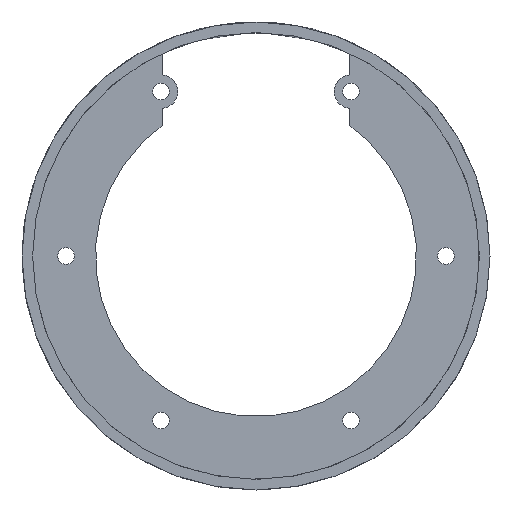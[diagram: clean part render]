
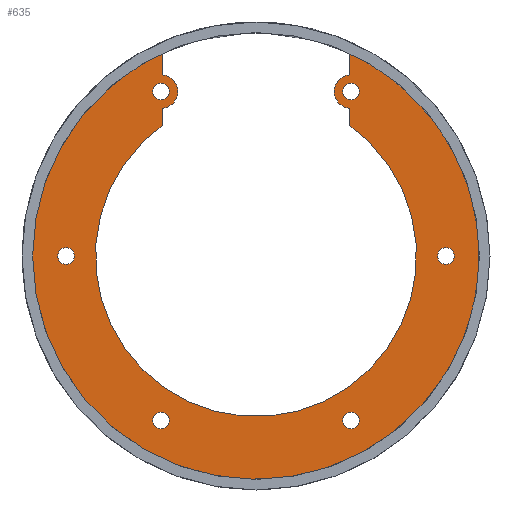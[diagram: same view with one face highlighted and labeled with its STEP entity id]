
A CAD part, left-side view. The second image highlights one B-rep face of the part: STEP entity #635.
In plain terms, the highlighted planar face has unit normal (-1, 0, 0).
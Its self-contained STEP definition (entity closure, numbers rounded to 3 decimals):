
#26=PLANE('',#720);
#46=FACE_BOUND('',#171,.T.);
#47=FACE_BOUND('',#172,.T.);
#48=FACE_BOUND('',#173,.T.);
#49=FACE_BOUND('',#174,.T.);
#50=FACE_BOUND('',#175,.T.);
#51=FACE_BOUND('',#176,.T.);
#52=CIRCLE('',#657,40.);
#54=CIRCLE('',#659,40.);
#58=CIRCLE('',#665,3.);
#68=CIRCLE('',#684,1.5);
#69=CIRCLE('',#686,1.5);
#70=CIRCLE('',#688,1.5);
#75=CIRCLE('',#696,1.5);
#77=CIRCLE('',#699,1.5);
#79=CIRCLE('',#702,1.5);
#80=CIRCLE('',#704,28.75);
#89=CIRCLE('',#721,3.);
#119=FACE_OUTER_BOUND('',#170,.T.);
#170=EDGE_LOOP('',(#550,#551,#552,#553,#554,#555,#556,#557,#558));
#171=EDGE_LOOP('',(#559));
#172=EDGE_LOOP('',(#560));
#173=EDGE_LOOP('',(#561));
#174=EDGE_LOOP('',(#562));
#175=EDGE_LOOP('',(#563));
#176=EDGE_LOOP('',(#564));
#189=LINE('',#1132,#226);
#195=LINE('',#1143,#232);
#213=LINE('',#1282,#250);
#214=LINE('',#1285,#251);
#226=VECTOR('',#762,10.);
#232=VECTOR('',#770,10.);
#250=VECTOR('',#894,10.);
#251=VECTOR('',#897,10.);
#275=VERTEX_POINT('',#1067);
#276=VERTEX_POINT('',#1068);
#277=VERTEX_POINT('',#1070);
#285=VERTEX_POINT('',#1124);
#286=VERTEX_POINT('',#1126);
#290=VERTEX_POINT('',#1138);
#299=VERTEX_POINT('',#1169);
#300=VERTEX_POINT('',#1173);
#301=VERTEX_POINT('',#1177);
#306=VERTEX_POINT('',#1191);
#308=VERTEX_POINT('',#1197);
#310=VERTEX_POINT('',#1203);
#311=VERTEX_POINT('',#1207);
#323=VERTEX_POINT('',#1281);
#324=VERTEX_POINT('',#1283);
#335=EDGE_CURVE('',#275,#276,#52,.T.);
#337=EDGE_CURVE('',#276,#277,#54,.T.);
#347=EDGE_CURVE('',#286,#285,#58,.T.);
#350=EDGE_CURVE('',#285,#275,#189,.T.);
#356=EDGE_CURVE('',#290,#286,#195,.T.);
#369=EDGE_CURVE('',#299,#299,#68,.T.);
#371=EDGE_CURVE('',#300,#300,#69,.T.);
#373=EDGE_CURVE('',#301,#301,#70,.T.);
#379=EDGE_CURVE('',#306,#306,#75,.T.);
#382=EDGE_CURVE('',#308,#308,#77,.T.);
#385=EDGE_CURVE('',#310,#310,#79,.T.);
#386=EDGE_CURVE('',#290,#311,#80,.T.);
#406=EDGE_CURVE('',#277,#323,#213,.T.);
#407=EDGE_CURVE('',#323,#324,#89,.T.);
#408=EDGE_CURVE('',#324,#311,#214,.T.);
#550=ORIENTED_EDGE('',*,*,#406,.T.);
#551=ORIENTED_EDGE('',*,*,#407,.T.);
#552=ORIENTED_EDGE('',*,*,#408,.T.);
#553=ORIENTED_EDGE('',*,*,#386,.F.);
#554=ORIENTED_EDGE('',*,*,#356,.T.);
#555=ORIENTED_EDGE('',*,*,#347,.T.);
#556=ORIENTED_EDGE('',*,*,#350,.T.);
#557=ORIENTED_EDGE('',*,*,#335,.T.);
#558=ORIENTED_EDGE('',*,*,#337,.T.);
#559=ORIENTED_EDGE('',*,*,#373,.F.);
#560=ORIENTED_EDGE('',*,*,#371,.F.);
#561=ORIENTED_EDGE('',*,*,#369,.F.);
#562=ORIENTED_EDGE('',*,*,#379,.F.);
#563=ORIENTED_EDGE('',*,*,#382,.F.);
#564=ORIENTED_EDGE('',*,*,#385,.F.);
#635=ADVANCED_FACE('',(#119,#46,#47,#48,#49,#50,#51),#26,.F.);
#657=AXIS2_PLACEMENT_3D('',#1069,#736,#737);
#659=AXIS2_PLACEMENT_3D('',#1072,#740,#741);
#665=AXIS2_PLACEMENT_3D('',#1127,#756,#757);
#684=AXIS2_PLACEMENT_3D('',#1171,#806,#807);
#686=AXIS2_PLACEMENT_3D('',#1175,#811,#812);
#688=AXIS2_PLACEMENT_3D('',#1179,#816,#817);
#696=AXIS2_PLACEMENT_3D('',#1193,#833,#834);
#699=AXIS2_PLACEMENT_3D('',#1199,#840,#841);
#702=AXIS2_PLACEMENT_3D('',#1205,#847,#848);
#704=AXIS2_PLACEMENT_3D('',#1208,#851,#852);
#720=AXIS2_PLACEMENT_3D('',#1280,#892,#893);
#721=AXIS2_PLACEMENT_3D('',#1284,#895,#896);
#736=DIRECTION('center_axis',(-1.,0.,0.));
#737=DIRECTION('ref_axis',(0.,-1.,0.));
#740=DIRECTION('center_axis',(-1.,0.,0.));
#741=DIRECTION('ref_axis',(0.,-1.,0.));
#756=DIRECTION('center_axis',(-1.,0.,0.));
#757=DIRECTION('ref_axis',(0.,1.,0.));
#762=DIRECTION('',(0.,0.,1.));
#770=DIRECTION('',(0.,0.,1.));
#806=DIRECTION('center_axis',(-1.,0.,0.));
#807=DIRECTION('ref_axis',(0.,1.,0.));
#811=DIRECTION('center_axis',(-1.,0.,0.));
#812=DIRECTION('ref_axis',(0.,1.,0.));
#816=DIRECTION('center_axis',(-1.,0.,0.));
#817=DIRECTION('ref_axis',(0.,1.,0.));
#833=DIRECTION('center_axis',(-1.,0.,0.));
#834=DIRECTION('ref_axis',(0.,1.,0.));
#840=DIRECTION('center_axis',(-1.,0.,0.));
#841=DIRECTION('ref_axis',(0.,1.,0.));
#847=DIRECTION('center_axis',(-1.,0.,0.));
#848=DIRECTION('ref_axis',(0.,1.,0.));
#851=DIRECTION('center_axis',(-1.,0.,0.));
#852=DIRECTION('ref_axis',(0.,1.,0.));
#892=DIRECTION('center_axis',(1.,0.,0.));
#893=DIRECTION('ref_axis',(0.,1.,0.));
#894=DIRECTION('',(0.,0.,-1.));
#895=DIRECTION('center_axis',(-1.,0.,0.));
#896=DIRECTION('ref_axis',(0.,1.,0.));
#897=DIRECTION('',(0.,0.,-1.));
#1067=CARTESIAN_POINT('',(124.5,80.508,196.181));
#1068=CARTESIAN_POINT('',(124.5,103.678,159.894));
#1069=CARTESIAN_POINT('Origin',(124.5,63.678,159.894));
#1070=CARTESIAN_POINT('',(124.5,46.848,196.181));
#1072=CARTESIAN_POINT('Origin',(124.5,63.678,159.894));
#1124=CARTESIAN_POINT('',(124.5,80.508,192.334));
#1126=CARTESIAN_POINT('',(124.5,80.508,186.344));
#1127=CARTESIAN_POINT('Origin',(124.5,80.678,189.339));
#1132=CARTESIAN_POINT('',(124.5,80.508,182.894));
#1138=CARTESIAN_POINT('',(124.5,80.508,183.203));
#1143=CARTESIAN_POINT('',(124.5,80.508,171.394));
#1169=CARTESIAN_POINT('',(124.5,96.178,159.894));
#1171=CARTESIAN_POINT('Origin',(124.5,97.678,159.894));
#1173=CARTESIAN_POINT('',(124.5,79.178,130.449));
#1175=CARTESIAN_POINT('Origin',(124.5,80.678,130.449));
#1177=CARTESIAN_POINT('',(124.5,79.178,189.339));
#1179=CARTESIAN_POINT('Origin',(124.5,80.678,189.339));
#1191=CARTESIAN_POINT('',(124.5,45.178,189.339));
#1193=CARTESIAN_POINT('Origin',(124.5,46.678,189.339));
#1197=CARTESIAN_POINT('',(124.5,45.178,130.449));
#1199=CARTESIAN_POINT('Origin',(124.5,46.678,130.449));
#1203=CARTESIAN_POINT('',(124.5,28.178,159.894));
#1205=CARTESIAN_POINT('Origin',(124.5,29.678,159.894));
#1207=CARTESIAN_POINT('',(124.5,46.848,183.203));
#1208=CARTESIAN_POINT('Origin',(124.5,63.678,159.894));
#1280=CARTESIAN_POINT('Origin',(124.5,63.678,159.894));
#1281=CARTESIAN_POINT('',(124.5,46.848,192.334));
#1282=CARTESIAN_POINT('',(124.5,46.848,181.848));
#1283=CARTESIAN_POINT('',(124.5,46.848,186.344));
#1284=CARTESIAN_POINT('Origin',(124.5,46.678,189.339));
#1285=CARTESIAN_POINT('',(124.5,46.848,173.119));
